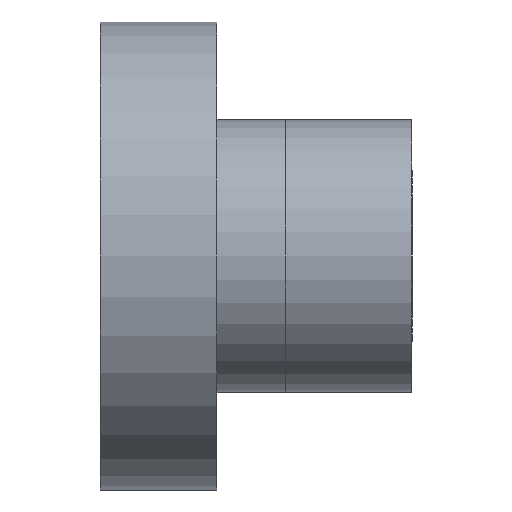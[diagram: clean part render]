
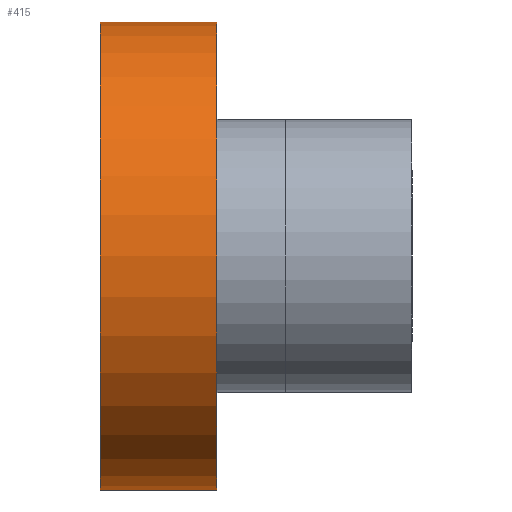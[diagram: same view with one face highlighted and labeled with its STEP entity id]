
A CAD part, front view. The second image highlights one B-rep face of the part: STEP entity #415.
In plain terms, the highlighted cylindrical face has radius 24 mm (diameter 48 mm), a partial arc.
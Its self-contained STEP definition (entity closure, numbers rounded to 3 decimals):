
#10 = CYLINDRICAL_SURFACE ( 'NONE', #595, 24. ) ;
#22 = EDGE_CURVE ( 'NONE', #107, #118, #182, .T. ) ;
#77 = FACE_OUTER_BOUND ( 'NONE', #731, .T. ) ;
#93 = CARTESIAN_POINT ( 'NONE',  ( -16.212, 0., 0. ) ) ;
#107 = VERTEX_POINT ( 'NONE', #431 ) ;
#118 = VERTEX_POINT ( 'NONE', #435 ) ;
#126 = CARTESIAN_POINT ( 'NONE',  ( -151.697, 0., -24. ) ) ;
#149 = CARTESIAN_POINT ( 'NONE',  ( -151.697, 0., 24. ) ) ;
#182 = LINE ( 'NONE', #126, #190 ) ;
#190 = VECTOR ( 'NONE', #497, 1000. ) ;
#217 = DIRECTION ( 'NONE',  ( -1., 0., 0. ) ) ;
#226 = DIRECTION ( 'NONE',  ( -1., 0., 0. ) ) ;
#230 = ORIENTED_EDGE ( 'NONE', *, *, #564, .T. ) ;
#265 = CARTESIAN_POINT ( 'NONE',  ( -151.697, 0., 0. ) ) ;
#266 = EDGE_CURVE ( 'NONE', #107, #301, #504, .T. ) ;
#269 = DIRECTION ( 'NONE',  ( -1., 0., 0. ) ) ;
#281 = CARTESIAN_POINT ( 'NONE',  ( -4.212, 0., 0. ) ) ;
#298 = CIRCLE ( 'NONE', #812, 24. ) ;
#301 = VERTEX_POINT ( 'NONE', #371 ) ;
#342 = ORIENTED_EDGE ( 'NONE', *, *, #22, .F. ) ;
#371 = CARTESIAN_POINT ( 'NONE',  ( -4.212, 0., 24. ) ) ;
#415 = ADVANCED_FACE ( 'NONE', ( #77 ), #10, .T. ) ;
#431 = CARTESIAN_POINT ( 'NONE',  ( -4.212, 0., -24. ) ) ;
#435 = CARTESIAN_POINT ( 'NONE',  ( -16.212, 0., -24. ) ) ;
#454 = VECTOR ( 'NONE', #217, 1000. ) ;
#462 = VERTEX_POINT ( 'NONE', #565 ) ;
#474 = DIRECTION ( 'NONE',  ( 0., 0., 1. ) ) ;
#476 = ORIENTED_EDGE ( 'NONE', *, *, #542, .F. ) ;
#497 = DIRECTION ( 'NONE',  ( -1., 0., 0. ) ) ;
#504 = CIRCLE ( 'NONE', #638, 24. ) ;
#511 = DIRECTION ( 'NONE',  ( 0., 0., 1. ) ) ;
#527 = DIRECTION ( 'NONE',  ( -1., 0., 0. ) ) ;
#542 = EDGE_CURVE ( 'NONE', #118, #462, #298, .T. ) ;
#564 = EDGE_CURVE ( 'NONE', #301, #462, #730, .T. ) ;
#565 = CARTESIAN_POINT ( 'NONE',  ( -16.212, 0., 24. ) ) ;
#595 = AXIS2_PLACEMENT_3D ( 'NONE', #265, #269, #511 ) ;
#638 = AXIS2_PLACEMENT_3D ( 'NONE', #281, #527, #780 ) ;
#671 = ORIENTED_EDGE ( 'NONE', *, *, #266, .T. ) ;
#730 = LINE ( 'NONE', #149, #454 ) ;
#731 = EDGE_LOOP ( 'NONE', ( #342, #671, #230, #476 ) ) ;
#780 = DIRECTION ( 'NONE',  ( 0., 0., 1. ) ) ;
#812 = AXIS2_PLACEMENT_3D ( 'NONE', #93, #226, #474 ) ;
